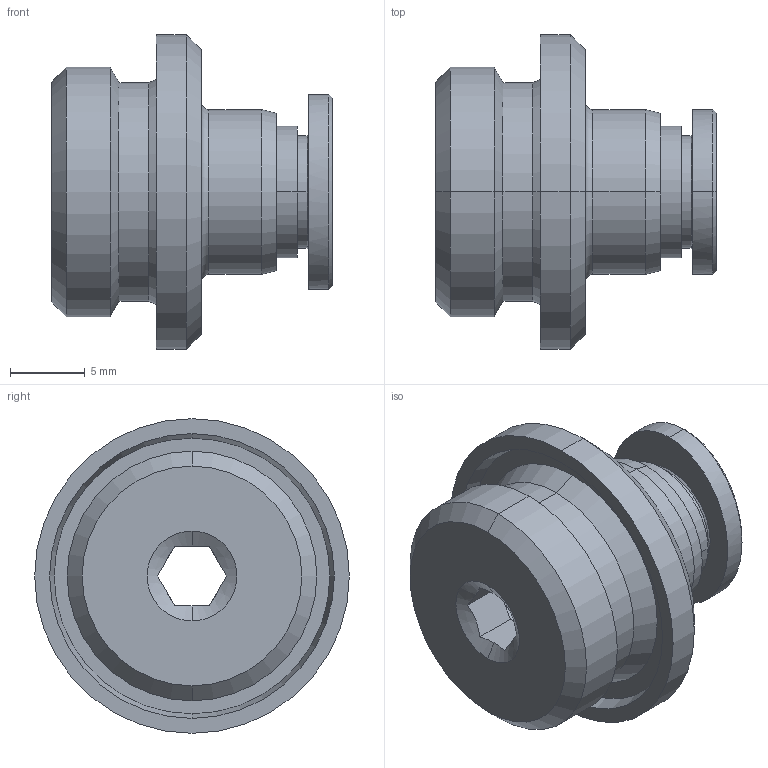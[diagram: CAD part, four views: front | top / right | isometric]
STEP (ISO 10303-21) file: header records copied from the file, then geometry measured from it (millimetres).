
FILE_DESCRIPTION (( 'STEP AP214' ), '1' );
FILE_NAME ('POC06-G03.STEP', '2018-09-10T08:55:22', ( '' ), ( '' ), 'SwSTEP 2.0', 'SolidWorks 2018', '' );
FILE_SCHEMA (( 'AUTOMOTIVE_DESIGN' ));
Length unit declared in the file: millimetre
Products named in the file (1): POC06-G03
Bounding box: 18.75 x 21 x 21 mm (x, y, z)
Surface area: 2003.2 mm2 (no closed solid volume)
Topology: 0 solids, 2 shells, 238 faces, 683 edges, 450 vertices
Faces by surface type: plane 165, bspline 32, cylinder 23, cone 16, torus 2
Entity records: 11465 total; most frequent: CARTESIAN_POINT 2910, ORIENTED_EDGE 1306, DIRECTION 1077, EDGE_CURVE 683, LINE 531, VECTOR 531, VERTEX_POINT 450, AXIS2_PLACEMENT_3D 273
